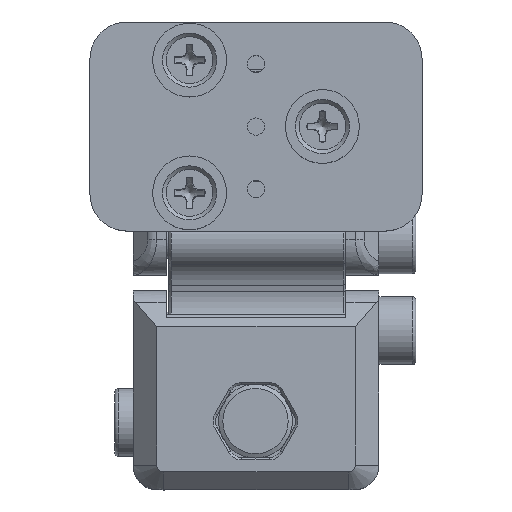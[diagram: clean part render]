
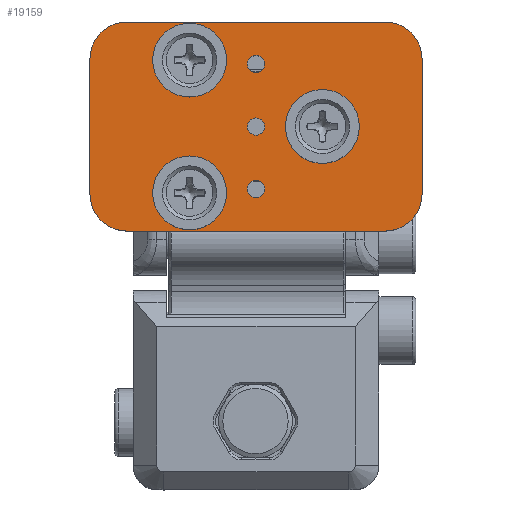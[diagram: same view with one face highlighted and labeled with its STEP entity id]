
A CAD part, top view. The second image highlights one B-rep face of the part: STEP entity #19159.
In plain terms, the highlighted planar face has unit normal (0, 0, 1).
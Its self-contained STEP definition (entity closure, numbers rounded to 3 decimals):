
#2223=CIRCLE('',#20827,1.2);
#2224=CIRCLE('',#20828,1.2);
#2225=CIRCLE('',#20829,1.2);
#2226=CIRCLE('',#20830,0.7);
#2227=CIRCLE('',#20831,0.7);
#2228=CIRCLE('',#20832,0.7);
#2229=CIRCLE('',#20833,3.);
#2230=CIRCLE('',#20834,3.);
#2231=CIRCLE('',#20835,3.);
#2232=CIRCLE('',#20836,3.);
#7466=ORIENTED_EDGE('',*,*,#10268,.T.);
#7467=ORIENTED_EDGE('',*,*,#10269,.T.);
#7468=ORIENTED_EDGE('',*,*,#10270,.T.);
#7469=ORIENTED_EDGE('',*,*,#10271,.T.);
#7470=ORIENTED_EDGE('',*,*,#10272,.T.);
#7471=ORIENTED_EDGE('',*,*,#10273,.T.);
#7472=ORIENTED_EDGE('',*,*,#10274,.F.);
#7473=ORIENTED_EDGE('',*,*,#10275,.F.);
#7474=ORIENTED_EDGE('',*,*,#10276,.F.);
#7475=ORIENTED_EDGE('',*,*,#10277,.F.);
#7476=ORIENTED_EDGE('',*,*,#10278,.F.);
#7477=ORIENTED_EDGE('',*,*,#10279,.F.);
#7478=ORIENTED_EDGE('',*,*,#10280,.F.);
#7479=ORIENTED_EDGE('',*,*,#10281,.F.);
#10268=EDGE_CURVE('',#11776,#11776,#2223,.T.);
#10269=EDGE_CURVE('',#11777,#11777,#2224,.T.);
#10270=EDGE_CURVE('',#11778,#11778,#2225,.T.);
#10271=EDGE_CURVE('',#11779,#11779,#2226,.T.);
#10272=EDGE_CURVE('',#11780,#11780,#2227,.T.);
#10273=EDGE_CURVE('',#11781,#11781,#2228,.T.);
#10274=EDGE_CURVE('',#11782,#11783,#2229,.T.);
#10275=EDGE_CURVE('',#11784,#11782,#13186,.T.);
#10276=EDGE_CURVE('',#11785,#11784,#2230,.T.);
#10277=EDGE_CURVE('',#11786,#11785,#13187,.T.);
#10278=EDGE_CURVE('',#11787,#11786,#2231,.T.);
#10279=EDGE_CURVE('',#11788,#11787,#13188,.T.);
#10280=EDGE_CURVE('',#11789,#11788,#2232,.T.);
#10281=EDGE_CURVE('',#11783,#11789,#13189,.T.);
#11776=VERTEX_POINT('',#40597);
#11777=VERTEX_POINT('',#40599);
#11778=VERTEX_POINT('',#40601);
#11779=VERTEX_POINT('',#40603);
#11780=VERTEX_POINT('',#40605);
#11781=VERTEX_POINT('',#40607);
#11782=VERTEX_POINT('',#40609);
#11783=VERTEX_POINT('',#40610);
#11784=VERTEX_POINT('',#40612);
#11785=VERTEX_POINT('',#40614);
#11786=VERTEX_POINT('',#40616);
#11787=VERTEX_POINT('',#40618);
#11788=VERTEX_POINT('',#40620);
#11789=VERTEX_POINT('',#40622);
#13186=LINE('',#40611,#14553);
#13187=LINE('',#40615,#14554);
#13188=LINE('',#40619,#14555);
#13189=LINE('',#40623,#14556);
#14553=VECTOR('',#25146,1000.);
#14554=VECTOR('',#25149,1000.);
#14555=VECTOR('',#25152,1000.);
#14556=VECTOR('',#25155,1000.);
#15955=EDGE_LOOP('',(#7466));
#15956=EDGE_LOOP('',(#7467));
#15957=EDGE_LOOP('',(#7468));
#15958=EDGE_LOOP('',(#7469));
#15959=EDGE_LOOP('',(#7470));
#15960=EDGE_LOOP('',(#7471));
#15961=EDGE_LOOP('',(#7472,#7473,#7474,#7475,#7476,#7477,#7478,#7479));
#17405=FACE_BOUND('',#15955,.T.);
#17406=FACE_BOUND('',#15956,.T.);
#17407=FACE_BOUND('',#15957,.T.);
#17408=FACE_BOUND('',#15958,.T.);
#17409=FACE_BOUND('',#15959,.T.);
#17410=FACE_BOUND('',#15960,.T.);
#17411=FACE_BOUND('',#15961,.T.);
#17882=PLANE('',#20826);
#19159=ADVANCED_FACE('',(#17405,#17406,#17407,#17408,#17409,#17410,#17411),
#17882,.T.);
#20826=AXIS2_PLACEMENT_3D('',#40595,#25130,#25131);
#20827=AXIS2_PLACEMENT_3D('',#40596,#25132,#25133);
#20828=AXIS2_PLACEMENT_3D('',#40598,#25134,#25135);
#20829=AXIS2_PLACEMENT_3D('',#40600,#25136,#25137);
#20830=AXIS2_PLACEMENT_3D('',#40602,#25138,#25139);
#20831=AXIS2_PLACEMENT_3D('',#40604,#25140,#25141);
#20832=AXIS2_PLACEMENT_3D('',#40606,#25142,#25143);
#20833=AXIS2_PLACEMENT_3D('',#40608,#25144,#25145);
#20834=AXIS2_PLACEMENT_3D('',#40613,#25147,#25148);
#20835=AXIS2_PLACEMENT_3D('',#40617,#25150,#25151);
#20836=AXIS2_PLACEMENT_3D('',#40621,#25153,#25154);
#25130=DIRECTION('',(0.,0.,1.));
#25131=DIRECTION('',(1.,0.,0.));
#25132=DIRECTION('',(0.,0.,-1.));
#25133=DIRECTION('',(1.,0.,0.));
#25134=DIRECTION('',(0.,0.,-1.));
#25135=DIRECTION('',(1.,0.,0.));
#25136=DIRECTION('',(0.,0.,-1.));
#25137=DIRECTION('',(1.,0.,0.));
#25138=DIRECTION('',(0.,0.,-1.));
#25139=DIRECTION('',(1.,0.,0.));
#25140=DIRECTION('',(0.,0.,-1.));
#25141=DIRECTION('',(1.,0.,0.));
#25142=DIRECTION('',(0.,0.,-1.));
#25143=DIRECTION('',(1.,0.,0.));
#25144=DIRECTION('',(0.,0.,-1.));
#25145=DIRECTION('',(0.707,0.707,0.));
#25146=DIRECTION('',(1.,0.,0.));
#25147=DIRECTION('',(0.,0.,-1.));
#25148=DIRECTION('',(-0.707,0.707,0.));
#25149=DIRECTION('',(0.,1.,0.));
#25150=DIRECTION('',(0.,0.,-1.));
#25151=DIRECTION('',(-0.707,-0.707,0.));
#25152=DIRECTION('',(-1.,0.,0.));
#25153=DIRECTION('',(0.,0.,-1.));
#25154=DIRECTION('',(0.707,-0.707,0.));
#25155=DIRECTION('',(0.,-1.,0.));
#40595=CARTESIAN_POINT('',(13.5,-8.5,0.));
#40596=CARTESIAN_POINT('',(8.1,-13.9,0.));
#40597=CARTESIAN_POINT('',(9.3,-13.9,0.));
#40598=CARTESIAN_POINT('',(18.9,-8.5,0.));
#40599=CARTESIAN_POINT('',(20.1,-8.5,0.));
#40600=CARTESIAN_POINT('',(8.1,-3.1,0.));
#40601=CARTESIAN_POINT('',(9.3,-3.1,0.));
#40602=CARTESIAN_POINT('',(13.5,-13.58,0.));
#40603=CARTESIAN_POINT('',(14.2,-13.58,0.));
#40604=CARTESIAN_POINT('',(13.5,-3.42,0.));
#40605=CARTESIAN_POINT('',(14.2,-3.42,0.));
#40606=CARTESIAN_POINT('',(13.5,-8.5,0.));
#40607=CARTESIAN_POINT('',(14.2,-8.5,0.));
#40608=CARTESIAN_POINT('',(24.,-3.,0.));
#40609=CARTESIAN_POINT('',(24.,0.,0.));
#40610=CARTESIAN_POINT('',(27.,-3.,0.));
#40611=CARTESIAN_POINT('',(0.,0.,0.));
#40612=CARTESIAN_POINT('',(3.,0.,0.));
#40613=CARTESIAN_POINT('',(3.,-3.,0.));
#40614=CARTESIAN_POINT('',(0.,-3.,0.));
#40615=CARTESIAN_POINT('',(0.,-17.,0.));
#40616=CARTESIAN_POINT('',(0.,-14.,0.));
#40617=CARTESIAN_POINT('',(3.,-14.,0.));
#40618=CARTESIAN_POINT('',(3.,-17.,0.));
#40619=CARTESIAN_POINT('',(27.,-17.,0.));
#40620=CARTESIAN_POINT('',(24.,-17.,0.));
#40621=CARTESIAN_POINT('',(24.,-14.,0.));
#40622=CARTESIAN_POINT('',(27.,-14.,0.));
#40623=CARTESIAN_POINT('',(27.,0.,0.));
